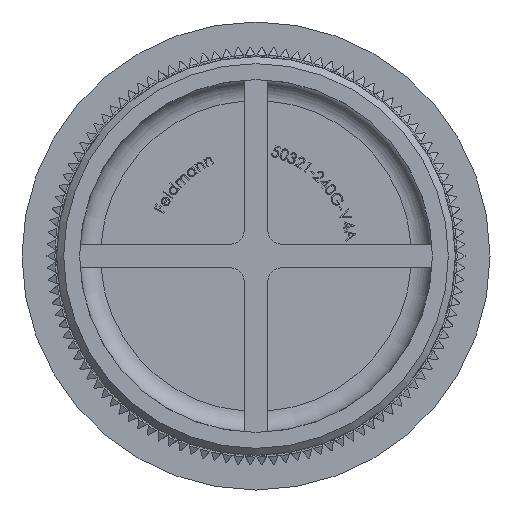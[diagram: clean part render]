
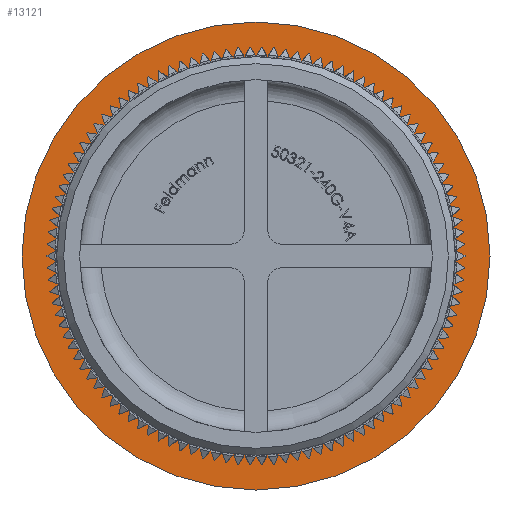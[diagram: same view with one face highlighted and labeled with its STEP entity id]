
A CAD part, front view. The second image highlights one B-rep face of the part: STEP entity #13121.
In plain terms, the highlighted planar face has unit normal (0, -1, 0).
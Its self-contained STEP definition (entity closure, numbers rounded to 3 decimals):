
#767 = AXIS2_PLACEMENT_3D ( 'NONE', #8841, #2878, #20413 ) ;
#2878 = DIRECTION ( 'NONE',  ( 0., -1., 0. ) ) ;
#3144 = FACE_OUTER_BOUND ( 'NONE', #12731, .T. ) ;
#4039 = CARTESIAN_POINT ( 'NONE',  ( 0., 12.2, -14.35 ) ) ;
#4183 = ORIENTED_EDGE ( 'NONE', *, *, #38046, .T. ) ;
#5614 = CARTESIAN_POINT ( 'NONE',  ( 16.85, 12.2, 0. ) ) ;
#6004 = DIRECTION ( 'NONE',  ( 0., -1., 0. ) ) ;
#6628 = DIRECTION ( 'NONE',  ( 0., 0., -1. ) ) ;
#8841 = CARTESIAN_POINT ( 'NONE',  ( 0., 12.2, 0. ) ) ;
#12731 = EDGE_LOOP ( 'NONE', ( #4183 ) ) ;
#12961 = CARTESIAN_POINT ( 'NONE',  ( 0., 12.2, 0. ) ) ;
#13121 = ADVANCED_FACE ( 'NONE', ( #18843, #3144 ), #29484, .T. ) ;
#13820 = VERTEX_POINT ( 'NONE', #36199 ) ;
#16489 = ORIENTED_EDGE ( 'NONE', *, *, #18681, .F. ) ;
#18681 = EDGE_CURVE ( 'NONE', #19804, #19804, #29052, .T. ) ;
#18843 = FACE_BOUND ( 'NONE', #24255, .T. ) ;
#19804 = VERTEX_POINT ( 'NONE', #4039 ) ;
#20413 = DIRECTION ( 'NONE',  ( 0., 0., -1. ) ) ;
#21264 = AXIS2_PLACEMENT_3D ( 'NONE', #12961, #36206, #6628 ) ;
#24255 = EDGE_LOOP ( 'NONE', ( #16489 ) ) ;
#28155 = CIRCLE ( 'NONE', #767, 16.85 ) ;
#29052 = CIRCLE ( 'NONE', #21264, 14.35 ) ;
#29094 = DIRECTION ( 'NONE',  ( 0., 0., -1. ) ) ;
#29484 = PLANE ( 'NONE',  #38231 ) ;
#36199 = CARTESIAN_POINT ( 'NONE',  ( 0., 12.2, -16.85 ) ) ;
#36206 = DIRECTION ( 'NONE',  ( 0., -1., 0. ) ) ;
#38046 = EDGE_CURVE ( 'NONE', #13820, #13820, #28155, .T. ) ;
#38231 = AXIS2_PLACEMENT_3D ( 'NONE', #5614, #6004, #29094 ) ;
